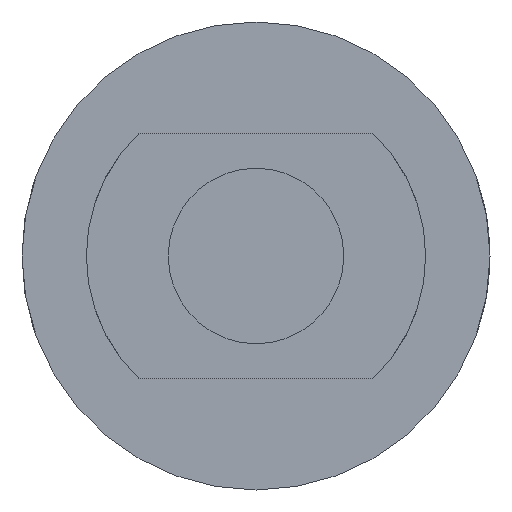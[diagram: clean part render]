
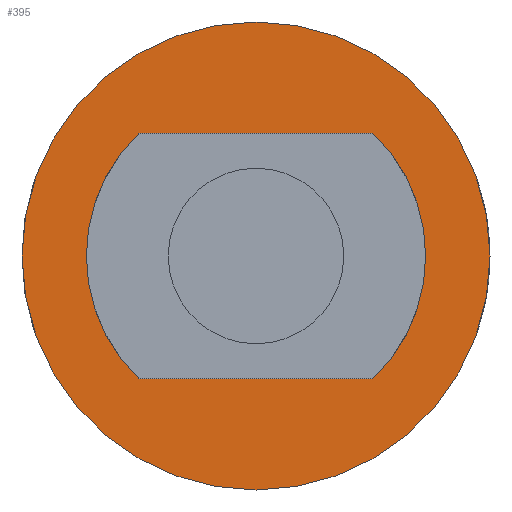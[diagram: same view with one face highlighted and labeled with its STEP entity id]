
A CAD part, front view. The second image highlights one B-rep face of the part: STEP entity #395.
In plain terms, the highlighted planar face has unit normal (0, -1, 0).
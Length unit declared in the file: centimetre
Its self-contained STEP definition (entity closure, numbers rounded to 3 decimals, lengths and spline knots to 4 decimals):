
#17=FACE_BOUND('',#139,.T.);
#33=PLANE('',#451);
#56=LINE('',#660,#84);
#60=LINE('',#670,#88);
#84=VECTOR('',#547,1.);
#88=VECTOR('',#559,1.);
#114=FACE_OUTER_BOUND('',#138,.T.);
#138=EDGE_LOOP('',(#331));
#139=EDGE_LOOP('',(#332,#333,#334,#335));
#162=CIRCLE('',#444,0.29);
#164=CIRCLE('',#448,0.29);
#165=CIRCLE('',#452,0.4);
#193=VERTEX_POINT('',#651);
#194=VERTEX_POINT('',#653);
#196=VERTEX_POINT('',#659);
#198=VERTEX_POINT('',#665);
#199=VERTEX_POINT('',#673);
#238=EDGE_CURVE('',#194,#193,#162,.T.);
#241=EDGE_CURVE('',#196,#194,#56,.T.);
#244=EDGE_CURVE('',#198,#196,#164,.T.);
#247=EDGE_CURVE('',#193,#198,#60,.T.);
#248=EDGE_CURVE('',#199,#199,#165,.T.);
#331=ORIENTED_EDGE('',*,*,#248,.F.);
#332=ORIENTED_EDGE('',*,*,#238,.T.);
#333=ORIENTED_EDGE('',*,*,#247,.T.);
#334=ORIENTED_EDGE('',*,*,#244,.T.);
#335=ORIENTED_EDGE('',*,*,#241,.T.);
#395=ADVANCED_FACE('',(#114,#17),#33,.T.);
#444=AXIS2_PLACEMENT_3D('',#654,#541,#542);
#448=AXIS2_PLACEMENT_3D('',#666,#553,#554);
#451=AXIS2_PLACEMENT_3D('',#672,#562,#563);
#452=AXIS2_PLACEMENT_3D('',#674,#564,#565);
#541=DIRECTION('center_axis',(0.,1.,0.));
#542=DIRECTION('ref_axis',(0.69,0.,-0.724));
#547=DIRECTION('',(-1.,0.,0.));
#553=DIRECTION('center_axis',(0.,1.,0.));
#554=DIRECTION('ref_axis',(-0.69,0.,0.724));
#559=DIRECTION('',(1.,0.,0.));
#562=DIRECTION('center_axis',(0.,-1.,0.));
#563=DIRECTION('ref_axis',(0.,0.,-1.));
#564=DIRECTION('center_axis',(0.,1.,0.));
#565=DIRECTION('ref_axis',(-1.,0.,0.));
#651=CARTESIAN_POINT('',(-0.2,0.,0.21));
#653=CARTESIAN_POINT('',(-0.2,0.,-0.21));
#654=CARTESIAN_POINT('Origin',(0.,0.,0.));
#659=CARTESIAN_POINT('',(0.2,0.,-0.21));
#660=CARTESIAN_POINT('',(-0.2,0.,-0.21));
#665=CARTESIAN_POINT('',(0.2,0.,0.21));
#666=CARTESIAN_POINT('Origin',(0.,0.,0.));
#670=CARTESIAN_POINT('',(0.,0.,0.21));
#672=CARTESIAN_POINT('Origin',(-0.2,0.,0.));
#673=CARTESIAN_POINT('',(0.4,0.,0.));
#674=CARTESIAN_POINT('Origin',(0.,0.,0.));
